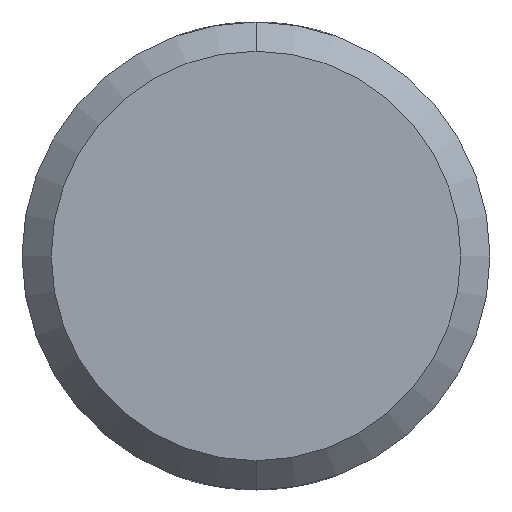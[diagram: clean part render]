
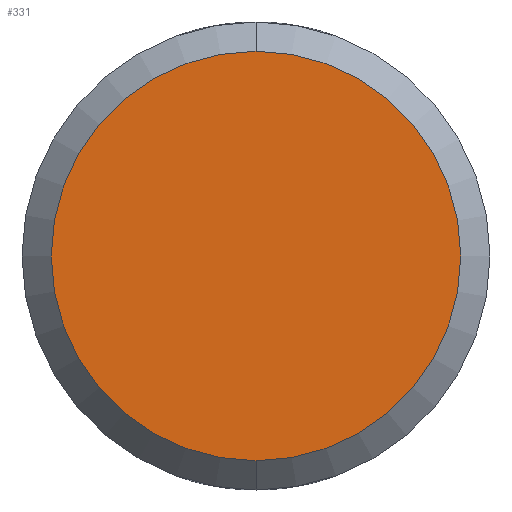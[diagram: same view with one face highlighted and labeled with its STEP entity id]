
A CAD part, left-side view. The second image highlights one B-rep face of the part: STEP entity #331.
In plain terms, the highlighted planar face has unit normal (-1, 0, 0).
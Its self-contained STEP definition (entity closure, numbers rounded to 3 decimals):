
#2 = VERTEX_POINT ( 'NONE', #220 ) ;
#30 = EDGE_CURVE ( 'NONE', #80, #2, #255, .T. ) ;
#42 = DIRECTION ( 'NONE',  ( -1., 0., 0. ) ) ;
#45 = CARTESIAN_POINT ( 'NONE',  ( -125.499, -29.682, 3.5 ) ) ;
#48 = ORIENTED_EDGE ( 'NONE', *, *, #301, .T. ) ;
#63 = AXIS2_PLACEMENT_3D ( 'NONE', #247, #138, #102 ) ;
#80 = VERTEX_POINT ( 'NONE', #45 ) ;
#84 = CIRCLE ( 'NONE', #85, 3.5 ) ;
#85 = AXIS2_PLACEMENT_3D ( 'NONE', #308, #178, #181 ) ;
#102 = DIRECTION ( 'NONE',  ( 0., -1., 0. ) ) ;
#138 = DIRECTION ( 'NONE',  ( -1., 0., 0. ) ) ;
#163 = DIRECTION ( 'NONE',  ( 0., -1., 0. ) ) ;
#178 = DIRECTION ( 'NONE',  ( -1., 0., 0. ) ) ;
#181 = DIRECTION ( 'NONE',  ( 0., -1., 0. ) ) ;
#211 = PLANE ( 'NONE',  #63 ) ;
#218 = FACE_OUTER_BOUND ( 'NONE', #326, .T. ) ;
#220 = CARTESIAN_POINT ( 'NONE',  ( -125.499, -29.682, -3.5 ) ) ;
#227 = AXIS2_PLACEMENT_3D ( 'NONE', #319, #42, #163 ) ;
#247 = CARTESIAN_POINT ( 'NONE',  ( -125.499, -65., -10.25 ) ) ;
#255 = CIRCLE ( 'NONE', #227, 3.5 ) ;
#301 = EDGE_CURVE ( 'NONE', #2, #80, #84, .T. ) ;
#308 = CARTESIAN_POINT ( 'NONE',  ( -125.499, -29.682, 0. ) ) ;
#319 = CARTESIAN_POINT ( 'NONE',  ( -125.499, -29.682, 0. ) ) ;
#326 = EDGE_LOOP ( 'NONE', ( #48, #334 ) ) ;
#331 = ADVANCED_FACE ( 'NONE', ( #218 ), #211, .T. ) ;
#334 = ORIENTED_EDGE ( 'NONE', *, *, #30, .T. ) ;
